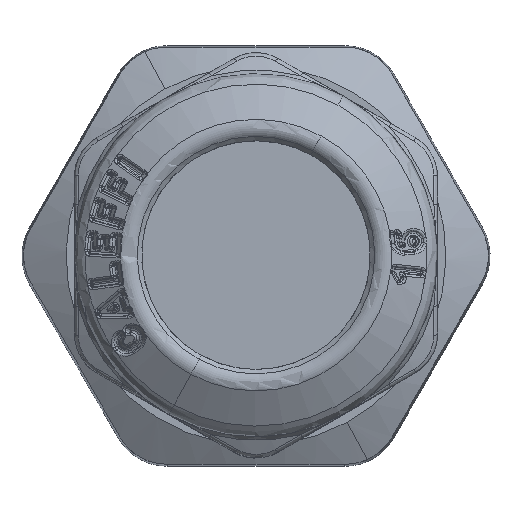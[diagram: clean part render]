
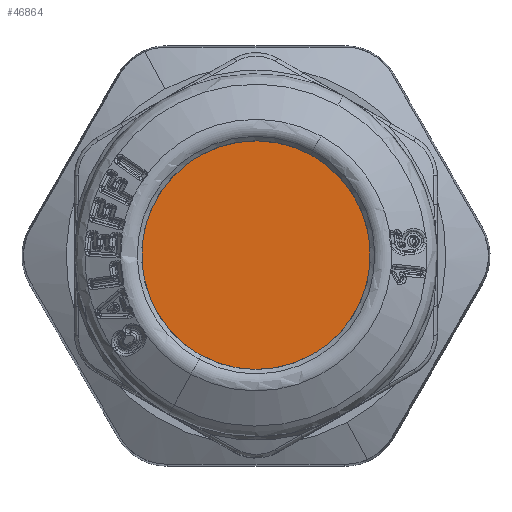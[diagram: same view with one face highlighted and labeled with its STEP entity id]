
A CAD part, top view. The second image highlights one B-rep face of the part: STEP entity #46864.
In plain terms, the highlighted planar face has unit normal (0, 0, 1).
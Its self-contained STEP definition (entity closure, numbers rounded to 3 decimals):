
#46797=CARTESIAN_POINT('Axis2P3D Location',(0.,0.,-7.132)) ;
#46801=CARTESIAN_POINT('Vertex',(3.895,-7.13,-7.132)) ;
#46803=CARTESIAN_POINT('Vertex',(-8.125,0.,-7.132)) ;
#46806=CARTESIAN_POINT('Axis2P3D Location',(0.,0.,-7.132)) ;
#46810=CARTESIAN_POINT('Vertex',(-3.895,7.13,-7.132)) ;
#46832=CARTESIAN_POINT('Axis2P3D Location',(0.,0.,-7.132)) ;
#46836=CARTESIAN_POINT('Vertex',(8.125,0.,-7.132)) ;
#46839=CARTESIAN_POINT('Axis2P3D Location',(0.,0.,-7.132)) ;
#46853=CARTESIAN_POINT('Axis2P3D Location',(0.,0.,-7.132)) ;
#46798=DIRECTION('Axis2P3D Direction',(0.,0.,1.)) ;
#46807=DIRECTION('Axis2P3D Direction',(0.,0.,1.)) ;
#46833=DIRECTION('Axis2P3D Direction',(0.,0.,1.)) ;
#46840=DIRECTION('Axis2P3D Direction',(0.,0.,1.)) ;
#46854=DIRECTION('Axis2P3D Direction',(0.,0.,-1.)) ;
#46855=DIRECTION('Axis2P3D XDirection',(1.,0.,0.)) ;
#46799=AXIS2_PLACEMENT_3D('Circle Axis2P3D',#46797,#46798,$) ;
#46808=AXIS2_PLACEMENT_3D('Circle Axis2P3D',#46806,#46807,$) ;
#46834=AXIS2_PLACEMENT_3D('Circle Axis2P3D',#46832,#46833,$) ;
#46841=AXIS2_PLACEMENT_3D('Circle Axis2P3D',#46839,#46840,$) ;
#46856=AXIS2_PLACEMENT_3D('Plane Axis2P3D',#46853,#46854,#46855) ;
#46800=CIRCLE('generated circle',#46799,8.125) ;
#46809=CIRCLE('generated circle',#46808,8.125) ;
#46835=CIRCLE('generated circle',#46834,8.125) ;
#46842=CIRCLE('generated circle',#46841,8.125) ;
#46857=PLANE('',#46856) ;
#46805=EDGE_CURVE('',#46802,#46804,#46800,.F.) ;
#46812=EDGE_CURVE('',#46804,#46811,#46809,.F.) ;
#46838=EDGE_CURVE('',#46811,#46837,#46835,.F.) ;
#46843=EDGE_CURVE('',#46837,#46802,#46842,.F.) ;
#46859=ORIENTED_EDGE('',*,*,#46838,.F.) ;
#46860=ORIENTED_EDGE('',*,*,#46812,.F.) ;
#46861=ORIENTED_EDGE('',*,*,#46805,.F.) ;
#46862=ORIENTED_EDGE('',*,*,#46843,.F.) ;
#46858=EDGE_LOOP('',(#46859,#46860,#46861,#46862)) ;
#46802=VERTEX_POINT('',#46801) ;
#46804=VERTEX_POINT('',#46803) ;
#46811=VERTEX_POINT('',#46810) ;
#46837=VERTEX_POINT('',#46836) ;
#46864=ADVANCED_FACE('41177.1\\PartBody',(#46863),#46857,.F.) ;
#46863=FACE_OUTER_BOUND('',#46858,.T.) ;
